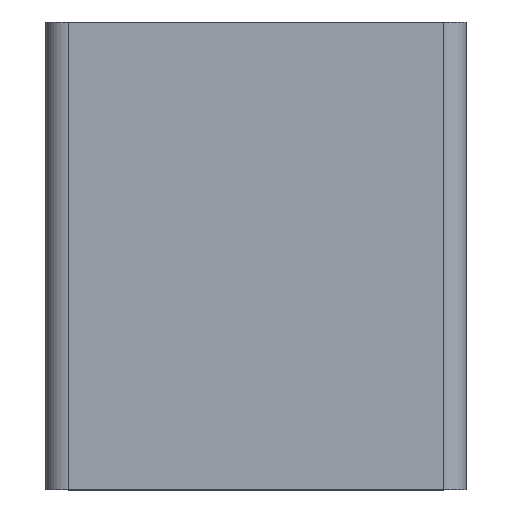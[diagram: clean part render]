
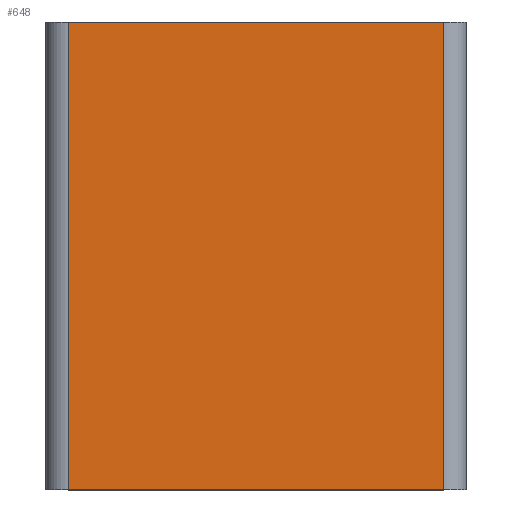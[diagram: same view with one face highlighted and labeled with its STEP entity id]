
A CAD part, top view. The second image highlights one B-rep face of the part: STEP entity #648.
In plain terms, the highlighted planar face has unit normal (0, 0, 1).
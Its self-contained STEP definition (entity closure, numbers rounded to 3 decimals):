
#62=PLANE('',#739);
#98=FACE_OUTER_BOUND('',#142,.T.);
#142=EDGE_LOOP('',(#589,#590,#591,#592));
#193=LINE('',#1064,#251);
#197=LINE('',#1073,#255);
#202=LINE('',#1097,#260);
#208=LINE('',#1117,#266);
#251=VECTOR('',#868,10.);
#255=VECTOR('',#876,10.);
#260=VECTOR('',#905,10.);
#266=VECTOR('',#933,10.);
#306=VERTEX_POINT('',#1057);
#309=VERTEX_POINT('',#1062);
#312=VERTEX_POINT('',#1072);
#319=VERTEX_POINT('',#1095);
#386=EDGE_CURVE('',#309,#306,#193,.T.);
#390=EDGE_CURVE('',#306,#312,#197,.T.);
#403=EDGE_CURVE('',#312,#319,#202,.T.);
#412=EDGE_CURVE('',#319,#309,#208,.T.);
#589=ORIENTED_EDGE('',*,*,#386,.F.);
#590=ORIENTED_EDGE('',*,*,#412,.F.);
#591=ORIENTED_EDGE('',*,*,#403,.F.);
#592=ORIENTED_EDGE('',*,*,#390,.F.);
#648=ADVANCED_FACE('',(#98),#62,.T.);
#739=AXIS2_PLACEMENT_3D('',#1118,#934,#935);
#868=DIRECTION('',(0.,-1.,0.));
#876=DIRECTION('',(-1.,0.,0.));
#905=DIRECTION('',(0.,1.,0.));
#933=DIRECTION('',(1.,0.,0.));
#934=DIRECTION('center_axis',(0.,0.,1.));
#935=DIRECTION('ref_axis',(1.,0.,0.));
#1057=CARTESIAN_POINT('',(16.,-10.,7.5));
#1062=CARTESIAN_POINT('',(16.,30.,7.5));
#1064=CARTESIAN_POINT('',(16.,5.,7.5));
#1072=CARTESIAN_POINT('',(-16.,-10.,7.5));
#1073=CARTESIAN_POINT('',(-20.,-10.,7.5));
#1095=CARTESIAN_POINT('',(-16.,30.,7.5));
#1097=CARTESIAN_POINT('',(-16.,5.,7.5));
#1117=CARTESIAN_POINT('',(-18.,30.,7.5));
#1118=CARTESIAN_POINT('Origin',(-20.,0.,7.5));
